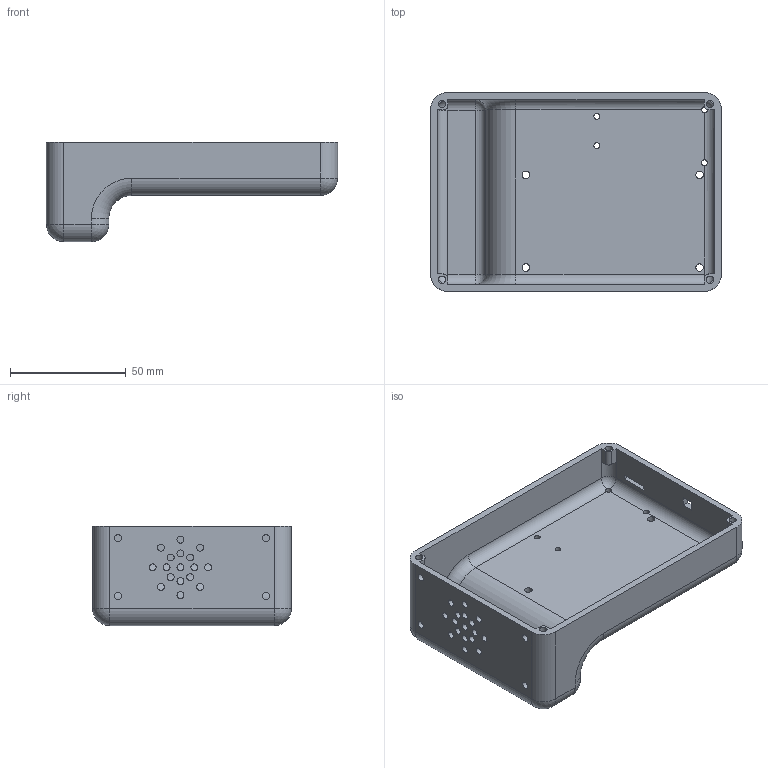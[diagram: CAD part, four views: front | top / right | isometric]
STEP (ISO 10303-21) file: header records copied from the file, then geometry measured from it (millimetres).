
FILE_DESCRIPTION(/* description */ (''),/* implementation_level */ '2;1');
FILE_NAME(/* name */ 'base.step',/* time_stamp */ '2022-11-15T13:59:07-05:00',/* author */ (''),/* organization */ (''),/* preprocessor_version */ 'ST-DEVELOPER v19.2',/* originating_system */ 'Autodesk Translation Framework v11.17.0.187',/* authorisation */ '');
FILE_SCHEMA (('AUTOMOTIVE_DESIGN { 1 0 10303 214 3 1 1 }'));
Length unit declared in the file: millimetre
Products named in the file (1): base
Bounding box: 126 x 86 x 43 mm (x, y, z)
Volume: 63339 mm3; surface area: 44665 mm2
Topology: 1 solids, 1 shells, 120 faces, 325 edges, 200 vertices
Faces by surface type: cylinder 65, plane 39, sphere 12, torus 4
Full cylindrical faces by diameter (mm): 2.5 x2, 2.54 x2, 3 x17, 3.1 x4, 3.25 x8
Entity records: 4044 total; most frequent: CARTESIAN_POINT 762, DIRECTION 705, ORIENTED_EDGE 650, EDGE_CURVE 325, AXIS2_PLACEMENT_3D 271, VERTEX_POINT 200, EDGE_LOOP 183, LINE 163
